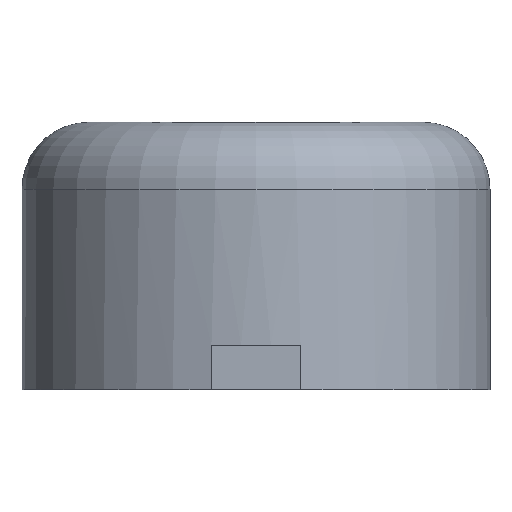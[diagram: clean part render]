
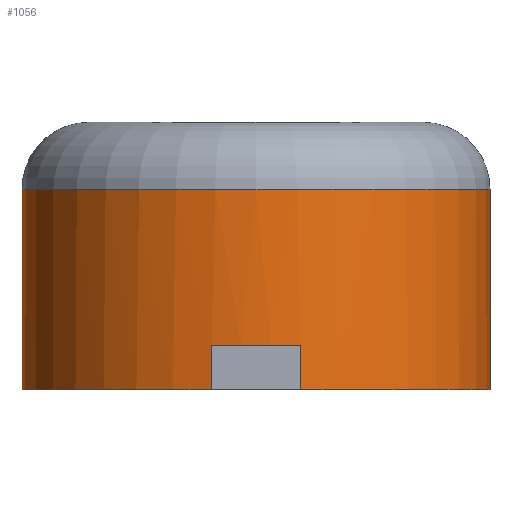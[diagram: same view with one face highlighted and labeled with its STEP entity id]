
A CAD part, front view. The second image highlights one B-rep face of the part: STEP entity #1056.
In plain terms, the highlighted cylindrical face has radius 5.25 mm (diameter 10.5 mm), a full revolution.
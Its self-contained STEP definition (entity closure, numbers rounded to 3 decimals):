
#21=CIRCLE('',#1097,5.25);
#22=CIRCLE('',#1099,5.25);
#23=CIRCLE('',#1100,5.25);
#24=CIRCLE('',#1101,5.25);
#25=CIRCLE('',#1102,5.25);
#26=CIRCLE('',#1103,5.25);
#28=CYLINDRICAL_SURFACE('',#1098,5.25);
#105=FACE_OUTER_BOUND('',#160,.T.);
#160=EDGE_LOOP('',(#855,#856,#857,#858,#859,#860,#861,#862,#863,#864,#865,
#866));
#294=LINE('',#2061,#372);
#295=LINE('',#2065,#373);
#296=LINE('',#2069,#374);
#297=LINE('',#2073,#375);
#298=LINE('',#2077,#376);
#372=VECTOR('',#1209,5.25);
#373=VECTOR('',#1212,10.);
#374=VECTOR('',#1215,10.);
#375=VECTOR('',#1218,10.);
#376=VECTOR('',#1221,10.);
#476=VERTEX_POINT('',#2056);
#477=VERTEX_POINT('',#2060);
#478=VERTEX_POINT('',#2062);
#479=VERTEX_POINT('',#2064);
#480=VERTEX_POINT('',#2066);
#481=VERTEX_POINT('',#2068);
#482=VERTEX_POINT('',#2070);
#483=VERTEX_POINT('',#2072);
#484=VERTEX_POINT('',#2074);
#485=VERTEX_POINT('',#2076);
#619=EDGE_CURVE('',#476,#476,#21,.T.);
#620=EDGE_CURVE('',#476,#477,#294,.T.);
#621=EDGE_CURVE('',#477,#478,#22,.T.);
#622=EDGE_CURVE('',#478,#479,#295,.T.);
#623=EDGE_CURVE('',#479,#480,#23,.T.);
#624=EDGE_CURVE('',#480,#481,#296,.T.);
#625=EDGE_CURVE('',#481,#482,#24,.T.);
#626=EDGE_CURVE('',#482,#483,#297,.T.);
#627=EDGE_CURVE('',#483,#484,#25,.T.);
#628=EDGE_CURVE('',#484,#485,#298,.T.);
#629=EDGE_CURVE('',#485,#477,#26,.T.);
#855=ORIENTED_EDGE('',*,*,#619,.F.);
#856=ORIENTED_EDGE('',*,*,#620,.T.);
#857=ORIENTED_EDGE('',*,*,#621,.T.);
#858=ORIENTED_EDGE('',*,*,#622,.T.);
#859=ORIENTED_EDGE('',*,*,#623,.T.);
#860=ORIENTED_EDGE('',*,*,#624,.T.);
#861=ORIENTED_EDGE('',*,*,#625,.T.);
#862=ORIENTED_EDGE('',*,*,#626,.T.);
#863=ORIENTED_EDGE('',*,*,#627,.T.);
#864=ORIENTED_EDGE('',*,*,#628,.T.);
#865=ORIENTED_EDGE('',*,*,#629,.T.);
#866=ORIENTED_EDGE('',*,*,#620,.F.);
#1056=ADVANCED_FACE('',(#105),#28,.T.);
#1097=AXIS2_PLACEMENT_3D('',#2058,#1205,#1206);
#1098=AXIS2_PLACEMENT_3D('',#2059,#1207,#1208);
#1099=AXIS2_PLACEMENT_3D('',#2063,#1210,#1211);
#1100=AXIS2_PLACEMENT_3D('',#2067,#1213,#1214);
#1101=AXIS2_PLACEMENT_3D('',#2071,#1216,#1217);
#1102=AXIS2_PLACEMENT_3D('',#2075,#1219,#1220);
#1103=AXIS2_PLACEMENT_3D('',#2078,#1222,#1223);
#1205=DIRECTION('center_axis',(0.,0.,1.));
#1206=DIRECTION('ref_axis',(1.,0.,0.));
#1207=DIRECTION('center_axis',(0.,0.,1.));
#1208=DIRECTION('ref_axis',(1.,0.,0.));
#1209=DIRECTION('',(0.,0.,-1.));
#1210=DIRECTION('center_axis',(0.,0.,1.));
#1211=DIRECTION('ref_axis',(1.,0.,0.));
#1212=DIRECTION('',(0.,0.,1.));
#1213=DIRECTION('center_axis',(0.,0.,1.));
#1214=DIRECTION('ref_axis',(1.,0.,0.));
#1215=DIRECTION('',(0.,0.,-1.));
#1216=DIRECTION('center_axis',(0.,0.,1.));
#1217=DIRECTION('ref_axis',(1.,0.,0.));
#1218=DIRECTION('',(0.,0.,1.));
#1219=DIRECTION('center_axis',(0.,0.,1.));
#1220=DIRECTION('ref_axis',(1.,0.,0.));
#1221=DIRECTION('',(0.,0.,-1.));
#1222=DIRECTION('center_axis',(0.,0.,1.));
#1223=DIRECTION('ref_axis',(1.,0.,0.));
#2056=CARTESIAN_POINT('',(-5.25,0.,4.5));
#2058=CARTESIAN_POINT('Origin',(0.,0.,4.5));
#2059=CARTESIAN_POINT('Origin',(0.,0.,0.));
#2060=CARTESIAN_POINT('',(-5.25,0.,0.));
#2061=CARTESIAN_POINT('',(-5.25,0.,0.));
#2062=CARTESIAN_POINT('',(-1.,-5.154,0.));
#2063=CARTESIAN_POINT('Origin',(0.,0.,0.));
#2064=CARTESIAN_POINT('',(-1.,-5.154,1.));
#2065=CARTESIAN_POINT('',(-1.,-5.154,0.));
#2066=CARTESIAN_POINT('',(1.,-5.154,1.));
#2067=CARTESIAN_POINT('Origin',(0.,0.,1.));
#2068=CARTESIAN_POINT('',(1.,-5.154,0.));
#2069=CARTESIAN_POINT('',(1.,-5.154,0.));
#2070=CARTESIAN_POINT('',(1.,5.154,0.));
#2071=CARTESIAN_POINT('Origin',(0.,0.,0.));
#2072=CARTESIAN_POINT('',(1.,5.154,1.));
#2073=CARTESIAN_POINT('',(1.,5.154,0.));
#2074=CARTESIAN_POINT('',(-1.,5.154,1.));
#2075=CARTESIAN_POINT('Origin',(0.,0.,1.));
#2076=CARTESIAN_POINT('',(-1.,5.154,0.));
#2077=CARTESIAN_POINT('',(-1.,5.154,0.));
#2078=CARTESIAN_POINT('Origin',(0.,0.,0.));
